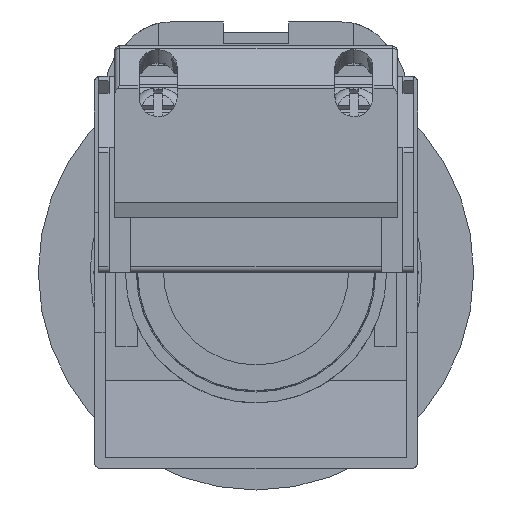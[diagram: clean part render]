
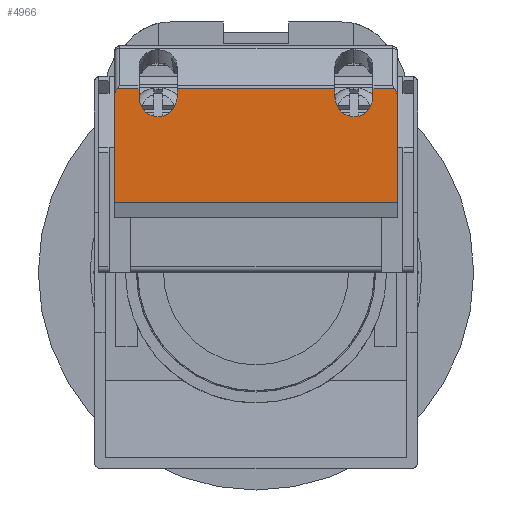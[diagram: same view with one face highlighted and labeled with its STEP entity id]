
A CAD part, front view. The second image highlights one B-rep face of the part: STEP entity #4966.
In plain terms, the highlighted planar face has unit normal (0, -1, 0).
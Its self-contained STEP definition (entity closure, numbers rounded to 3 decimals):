
#5 = CARTESIAN_POINT ( 'NONE',  ( -7.25, -41.5, 6.374 ) ) ;
#184 = CARTESIAN_POINT ( 'NONE',  ( -12.913, -41.5, 16.681 ) ) ;
#197 = VECTOR ( 'NONE', #7943, 1000. ) ;
#443 = CARTESIAN_POINT ( 'NONE',  ( 13., -41.5, 6.374 ) ) ;
#452 = VECTOR ( 'NONE', #10314, 1000. ) ;
#502 = EDGE_CURVE ( 'NONE', #1023, #5233, #10010, .T. ) ;
#540 = VERTEX_POINT ( 'NONE', #5403 ) ;
#563 = CARTESIAN_POINT ( 'NONE',  ( -7.25, -41.5, 16.86 ) ) ;
#733 = EDGE_CURVE ( 'NONE', #11128, #4218, #5051, .T. ) ;
#775 = EDGE_CURVE ( 'NONE', #6195, #4820, #3957, .T. ) ;
#910 = CARTESIAN_POINT ( 'NONE',  ( 7.25, -41.5, 12.377 ) ) ;
#1023 = VERTEX_POINT ( 'NONE', #3017 ) ;
#1127 = EDGE_CURVE ( 'NONE', #3751, #540, #4464, .T. ) ;
#1252 = LINE ( 'NONE', #10962, #10127 ) ;
#1334 = EDGE_CURVE ( 'NONE', #8364, #6195, #4637, .T. ) ;
#1529 = DIRECTION ( 'NONE',  ( -1., 0., 0. ) ) ;
#1737 = CARTESIAN_POINT ( 'NONE',  ( 10.75, -41.5, 12.377 ) ) ;
#1771 = CARTESIAN_POINT ( 'NONE',  ( 7.25, -41.5, 16.185 ) ) ;
#1837 = DIRECTION ( 'NONE',  ( 0., 0., -1. ) ) ;
#1899 = CARTESIAN_POINT ( 'NONE',  ( 13., -41.5, 16.86 ) ) ;
#1935 = CARTESIAN_POINT ( 'NONE',  ( -13., -41.5, 16.382 ) ) ;
#1966 = CARTESIAN_POINT ( 'NONE',  ( -13., -41.5, 6.374 ) ) ;
#2007 = CARTESIAN_POINT ( 'NONE',  ( 7.25, -41.5, 16.86 ) ) ;
#2058 = CARTESIAN_POINT ( 'NONE',  ( -7.25, -41.5, 16.185 ) ) ;
#2091 = LINE ( 'NONE', #5681, #6421 ) ;
#2226 = DIRECTION ( 'NONE',  ( -1., 0., 0. ) ) ;
#2471 = CARTESIAN_POINT ( 'NONE',  ( 13., -41.5, 6.374 ) ) ;
#2529 = ORIENTED_EDGE ( 'NONE', *, *, #1334, .F. ) ;
#2544 = ORIENTED_EDGE ( 'NONE', *, *, #5105, .F. ) ;
#2637 = CARTESIAN_POINT ( 'NONE',  ( 10.75, -41.5, 16.185 ) ) ;
#2701 = VERTEX_POINT ( 'NONE', #4421 ) ;
#2737 = CARTESIAN_POINT ( 'NONE',  ( -10.75, -41.5, 6.374 ) ) ;
#2826 = CARTESIAN_POINT ( 'NONE',  ( 10.75, -41.5, 6.374 ) ) ;
#2891 = ORIENTED_EDGE ( 'NONE', *, *, #1127, .T. ) ;
#3017 = CARTESIAN_POINT ( 'NONE',  ( -10.75, -41.5, 16.86 ) ) ;
#3090 = LINE ( 'NONE', #2826, #5128 ) ;
#3243 = CARTESIAN_POINT ( 'NONE',  ( 12.76, -41.5, 16.86 ) ) ;
#3426 =( BOUNDED_CURVE ( )  B_SPLINE_CURVE ( 3, ( #6361, #5506, #7227, #2058 ),
 .UNSPECIFIED., .F., .F. ) 
 B_SPLINE_CURVE_WITH_KNOTS ( ( 4, 4 ),
 ( 4.712, 7.854 ),
 .UNSPECIFIED. ) 
 CURVE ( )  GEOMETRIC_REPRESENTATION_ITEM ( )  RATIONAL_B_SPLINE_CURVE ( ( 1., 0.333, 0.333, 1. ) ) 
 REPRESENTATION_ITEM ( '' )  );
#3432 = VECTOR ( 'NONE', #1837, 1000. ) ;
#3556 = EDGE_CURVE ( 'NONE', #1023, #8468, #4542, .T. ) ;
#3562 = LINE ( 'NONE', #5, #8151 ) ;
#3588 = CARTESIAN_POINT ( 'NONE',  ( 13., -41.5, 16.86 ) ) ;
#3735 = EDGE_LOOP ( 'NONE', ( #2529, #10576, #10769, #11034, #7498, #8383, #9769, #9388, #2544, #9394, #2891, #6508, #9015, #4031 ) ) ;
#3751 = VERTEX_POINT ( 'NONE', #7349 ) ;
#3818 = EDGE_CURVE ( 'NONE', #8364, #3866, #2091, .T. ) ;
#3866 = VERTEX_POINT ( 'NONE', #563 ) ;
#3927 = DIRECTION ( 'NONE',  ( 0., 1., 0. ) ) ;
#3957 =( BOUNDED_CURVE ( )  B_SPLINE_CURVE ( 3, ( #1771, #910, #1737, #2637 ),
 .UNSPECIFIED., .F., .F. ) 
 B_SPLINE_CURVE_WITH_KNOTS ( ( 4, 4 ),
 ( 4.712, 7.854 ),
 .UNSPECIFIED. ) 
 CURVE ( )  GEOMETRIC_REPRESENTATION_ITEM ( )  RATIONAL_B_SPLINE_CURVE ( ( 1., 0.333, 0.333, 1. ) ) 
 REPRESENTATION_ITEM ( '' )  );
#4031 = ORIENTED_EDGE ( 'NONE', *, *, #775, .F. ) ;
#4059 = CARTESIAN_POINT ( 'NONE',  ( 10.75, -41.5, 16.86 ) ) ;
#4184 = LINE ( 'NONE', #8895, #8733 ) ;
#4218 = VERTEX_POINT ( 'NONE', #1966 ) ;
#4421 = CARTESIAN_POINT ( 'NONE',  ( -7.25, -41.5, 16.185 ) ) ;
#4464 =( BOUNDED_CURVE ( )  B_SPLINE_CURVE ( 3, ( #10046, #5815, #8397, #3243 ),
 .UNSPECIFIED., .F., .F. ) 
 B_SPLINE_CURVE_WITH_KNOTS ( ( 4, 4 ),
 ( 4.712, 5.736 ),
 .UNSPECIFIED. ) 
 CURVE ( )  GEOMETRIC_REPRESENTATION_ITEM ( )  RATIONAL_B_SPLINE_CURVE ( ( 1., 0.915, 0.915, 1. ) ) 
 REPRESENTATION_ITEM ( '' )  );
#4518 = VECTOR ( 'NONE', #5189, 1000. ) ;
#4542 = LINE ( 'NONE', #1899, #197 ) ;
#4633 = DIRECTION ( 'NONE',  ( 0., 0., -1. ) ) ;
#4637 = LINE ( 'NONE', #6918, #4518 ) ;
#4761 = EDGE_CURVE ( 'NONE', #540, #10361, #7351, .T. ) ;
#4820 = VERTEX_POINT ( 'NONE', #8842 ) ;
#4900 = CARTESIAN_POINT ( 'NONE',  ( -12.76, -41.5, 16.86 ) ) ;
#4907 = CARTESIAN_POINT ( 'NONE',  ( -13., -41.5, 16.039 ) ) ;
#4966 = ADVANCED_FACE ( 'NONE', ( #6922 ), #7363, .F. ) ;
#5032 = CARTESIAN_POINT ( 'NONE',  ( 7.25, -41.5, 16.185 ) ) ;
#5051 = LINE ( 'NONE', #9382, #452 ) ;
#5105 = EDGE_CURVE ( 'NONE', #7957, #4218, #1252, .T. ) ;
#5128 = VECTOR ( 'NONE', #7137, 1000. ) ;
#5189 = DIRECTION ( 'NONE',  ( 0., 0., -1. ) ) ;
#5233 = VERTEX_POINT ( 'NONE', #10254 ) ;
#5403 = CARTESIAN_POINT ( 'NONE',  ( 12.76, -41.5, 16.86 ) ) ;
#5506 = CARTESIAN_POINT ( 'NONE',  ( -10.75, -41.5, 12.377 ) ) ;
#5681 = CARTESIAN_POINT ( 'NONE',  ( 13., -41.5, 16.86 ) ) ;
#5815 = CARTESIAN_POINT ( 'NONE',  ( 13., -41.5, 16.382 ) ) ;
#5988 = AXIS2_PLACEMENT_3D ( 'NONE', #443, #3927, #9929 ) ;
#6072 = DIRECTION ( 'NONE',  ( 0., 0., 1. ) ) ;
#6195 = VERTEX_POINT ( 'NONE', #5032 ) ;
#6246 = CARTESIAN_POINT ( 'NONE',  ( -12.76, -41.5, 16.86 ) ) ;
#6361 = CARTESIAN_POINT ( 'NONE',  ( -10.75, -41.5, 16.185 ) ) ;
#6421 = VECTOR ( 'NONE', #2226, 1000. ) ;
#6508 = ORIENTED_EDGE ( 'NONE', *, *, #4761, .T. ) ;
#6849 = EDGE_CURVE ( 'NONE', #2701, #3866, #3562, .T. ) ;
#6918 = CARTESIAN_POINT ( 'NONE',  ( 7.25, -41.5, 6.374 ) ) ;
#6922 = FACE_OUTER_BOUND ( 'NONE', #3735, .T. ) ;
#7137 = DIRECTION ( 'NONE',  ( 0., 0., 1. ) ) ;
#7182 = EDGE_CURVE ( 'NONE', #8468, #11128, #9067, .T. ) ;
#7227 = CARTESIAN_POINT ( 'NONE',  ( -7.25, -41.5, 12.377 ) ) ;
#7349 = CARTESIAN_POINT ( 'NONE',  ( 13., -41.5, 16.039 ) ) ;
#7351 = LINE ( 'NONE', #3588, #9332 ) ;
#7363 = PLANE ( 'NONE',  #5988 ) ;
#7498 = ORIENTED_EDGE ( 'NONE', *, *, #502, .F. ) ;
#7943 = DIRECTION ( 'NONE',  ( -1., 0., 0. ) ) ;
#7957 = VERTEX_POINT ( 'NONE', #2471 ) ;
#7981 = CARTESIAN_POINT ( 'NONE',  ( -13., -41.5, 16.039 ) ) ;
#8151 = VECTOR ( 'NONE', #6072, 1000. ) ;
#8353 = EDGE_CURVE ( 'NONE', #4820, #10361, #3090, .T. ) ;
#8364 = VERTEX_POINT ( 'NONE', #2007 ) ;
#8383 = ORIENTED_EDGE ( 'NONE', *, *, #3556, .T. ) ;
#8397 = CARTESIAN_POINT ( 'NONE',  ( 12.913, -41.5, 16.681 ) ) ;
#8468 = VERTEX_POINT ( 'NONE', #4900 ) ;
#8722 = DIRECTION ( 'NONE',  ( -1., 0., 0. ) ) ;
#8733 = VECTOR ( 'NONE', #4633, 1000. ) ;
#8842 = CARTESIAN_POINT ( 'NONE',  ( 10.75, -41.5, 16.185 ) ) ;
#8895 = CARTESIAN_POINT ( 'NONE',  ( 13., -41.5, 6.374 ) ) ;
#9015 = ORIENTED_EDGE ( 'NONE', *, *, #8353, .F. ) ;
#9067 =( BOUNDED_CURVE ( )  B_SPLINE_CURVE ( 3, ( #6246, #184, #1935, #7981 ),
 .UNSPECIFIED., .F., .F. ) 
 B_SPLINE_CURVE_WITH_KNOTS ( ( 4, 4 ),
 ( 3.689, 4.712 ),
 .UNSPECIFIED. ) 
 CURVE ( )  GEOMETRIC_REPRESENTATION_ITEM ( )  RATIONAL_B_SPLINE_CURVE ( ( 1., 0.915, 0.915, 1. ) ) 
 REPRESENTATION_ITEM ( '' )  );
#9265 = EDGE_CURVE ( 'NONE', #3751, #7957, #4184, .T. ) ;
#9274 = EDGE_CURVE ( 'NONE', #5233, #2701, #3426, .T. ) ;
#9332 = VECTOR ( 'NONE', #8722, 1000. ) ;
#9382 = CARTESIAN_POINT ( 'NONE',  ( -13., -41.5, 6.374 ) ) ;
#9388 = ORIENTED_EDGE ( 'NONE', *, *, #733, .T. ) ;
#9394 = ORIENTED_EDGE ( 'NONE', *, *, #9265, .F. ) ;
#9769 = ORIENTED_EDGE ( 'NONE', *, *, #7182, .T. ) ;
#9929 = DIRECTION ( 'NONE',  ( 0., 0., 1. ) ) ;
#10010 = LINE ( 'NONE', #2737, #3432 ) ;
#10046 = CARTESIAN_POINT ( 'NONE',  ( 13., -41.5, 16.039 ) ) ;
#10127 = VECTOR ( 'NONE', #1529, 1000. ) ;
#10254 = CARTESIAN_POINT ( 'NONE',  ( -10.75, -41.5, 16.185 ) ) ;
#10314 = DIRECTION ( 'NONE',  ( 0., 0., -1. ) ) ;
#10361 = VERTEX_POINT ( 'NONE', #4059 ) ;
#10576 = ORIENTED_EDGE ( 'NONE', *, *, #3818, .T. ) ;
#10769 = ORIENTED_EDGE ( 'NONE', *, *, #6849, .F. ) ;
#10962 = CARTESIAN_POINT ( 'NONE',  ( 13., -41.5, 6.374 ) ) ;
#11034 = ORIENTED_EDGE ( 'NONE', *, *, #9274, .F. ) ;
#11128 = VERTEX_POINT ( 'NONE', #4907 ) ;
